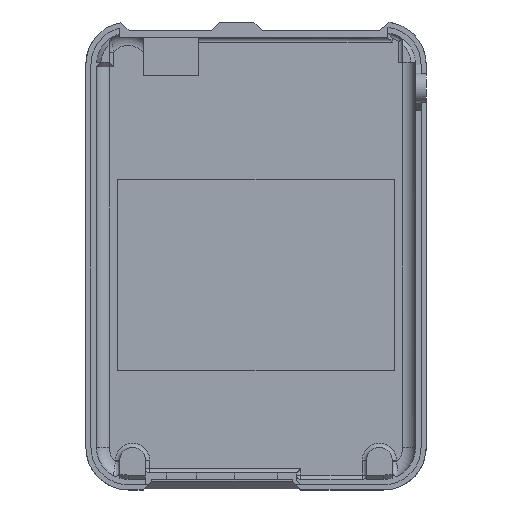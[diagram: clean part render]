
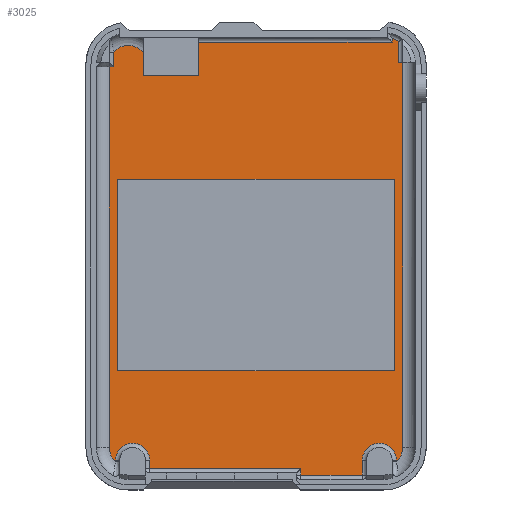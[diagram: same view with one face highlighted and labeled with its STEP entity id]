
A CAD part, top view. The second image highlights one B-rep face of the part: STEP entity #3025.
In plain terms, the highlighted planar face has unit normal (0, 0, 1).
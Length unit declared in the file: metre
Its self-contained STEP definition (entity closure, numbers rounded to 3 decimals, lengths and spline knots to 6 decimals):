
#159=CIRCLE('',#3224,0.0045);
#160=CIRCLE('',#3225,0.004);
#161=CIRCLE('',#3226,0.004);
#162=CIRCLE('',#3227,0.0045);
#163=CIRCLE('',#3228,0.0065);
#164=CIRCLE('',#3229,0.0045);
#304=ORIENTED_EDGE('',*,*,#1231,.T.);
#305=ORIENTED_EDGE('',*,*,#1232,.T.);
#306=ORIENTED_EDGE('',*,*,#1233,.T.);
#307=ORIENTED_EDGE('',*,*,#1234,.T.);
#308=ORIENTED_EDGE('',*,*,#1235,.T.);
#309=ORIENTED_EDGE('',*,*,#1236,.T.);
#310=ORIENTED_EDGE('',*,*,#1237,.T.);
#311=ORIENTED_EDGE('',*,*,#1238,.T.);
#312=ORIENTED_EDGE('',*,*,#1239,.T.);
#313=ORIENTED_EDGE('',*,*,#1240,.T.);
#314=ORIENTED_EDGE('',*,*,#1241,.T.);
#315=ORIENTED_EDGE('',*,*,#1242,.T.);
#316=ORIENTED_EDGE('',*,*,#1243,.T.);
#317=ORIENTED_EDGE('',*,*,#1244,.T.);
#318=ORIENTED_EDGE('',*,*,#1245,.T.);
#319=ORIENTED_EDGE('',*,*,#1246,.T.);
#320=ORIENTED_EDGE('',*,*,#1247,.T.);
#321=ORIENTED_EDGE('',*,*,#1248,.T.);
#322=ORIENTED_EDGE('',*,*,#1249,.T.);
#323=ORIENTED_EDGE('',*,*,#1250,.T.);
#324=ORIENTED_EDGE('',*,*,#1251,.T.);
#325=ORIENTED_EDGE('',*,*,#1252,.T.);
#326=ORIENTED_EDGE('',*,*,#1253,.F.);
#327=ORIENTED_EDGE('',*,*,#1254,.T.);
#328=ORIENTED_EDGE('',*,*,#1255,.F.);
#329=ORIENTED_EDGE('',*,*,#1256,.T.);
#330=ORIENTED_EDGE('',*,*,#1257,.T.);
#331=ORIENTED_EDGE('',*,*,#1258,.F.);
#1231=EDGE_CURVE('',#1693,#1694,#1959,.T.);
#1232=EDGE_CURVE('',#1694,#1695,#1960,.T.);
#1233=EDGE_CURVE('',#1695,#1696,#1961,.F.);
#1234=EDGE_CURVE('',#1696,#1697,#159,.T.);
#1235=EDGE_CURVE('',#1697,#1698,#1962,.F.);
#1236=EDGE_CURVE('',#1698,#1699,#160,.F.);
#1237=EDGE_CURVE('',#1699,#1700,#1963,.T.);
#1238=EDGE_CURVE('',#1700,#1701,#1964,.T.);
#1239=EDGE_CURVE('',#1701,#1702,#1965,.T.);
#1240=EDGE_CURVE('',#1702,#1703,#1966,.F.);
#1241=EDGE_CURVE('',#1703,#1704,#1967,.F.);
#1242=EDGE_CURVE('',#1704,#1705,#161,.F.);
#1243=EDGE_CURVE('',#1705,#1706,#1968,.T.);
#1244=EDGE_CURVE('',#1706,#1707,#162,.T.);
#1245=EDGE_CURVE('',#1707,#1708,#1969,.T.);
#1246=EDGE_CURVE('',#1708,#1709,#1970,.T.);
#1247=EDGE_CURVE('',#1709,#1710,#1971,.T.);
#1248=EDGE_CURVE('',#1710,#1711,#163,.T.);
#1249=EDGE_CURVE('',#1711,#1712,#1972,.T.);
#1250=EDGE_CURVE('',#1712,#1713,#1973,.F.);
#1251=EDGE_CURVE('',#1713,#1714,#1974,.T.);
#1252=EDGE_CURVE('',#1714,#1715,#1975,.T.);
#1253=EDGE_CURVE('',#1716,#1715,#1976,.T.);
#1254=EDGE_CURVE('',#1716,#1693,#164,.T.);
#1255=EDGE_CURVE('',#1717,#1718,#1977,.T.);
#1256=EDGE_CURVE('',#1717,#1719,#1978,.T.);
#1257=EDGE_CURVE('',#1719,#1720,#1979,.T.);
#1258=EDGE_CURVE('',#1718,#1720,#1980,.T.);
#1693=VERTEX_POINT('',#4704);
#1694=VERTEX_POINT('',#4705);
#1695=VERTEX_POINT('',#4707);
#1696=VERTEX_POINT('',#4709);
#1697=VERTEX_POINT('',#4711);
#1698=VERTEX_POINT('',#4713);
#1699=VERTEX_POINT('',#4715);
#1700=VERTEX_POINT('',#4717);
#1701=VERTEX_POINT('',#4719);
#1702=VERTEX_POINT('',#4721);
#1703=VERTEX_POINT('',#4723);
#1704=VERTEX_POINT('',#4725);
#1705=VERTEX_POINT('',#4727);
#1706=VERTEX_POINT('',#4729);
#1707=VERTEX_POINT('',#4731);
#1708=VERTEX_POINT('',#4733);
#1709=VERTEX_POINT('',#4735);
#1710=VERTEX_POINT('',#4737);
#1711=VERTEX_POINT('',#4739);
#1712=VERTEX_POINT('',#4741);
#1713=VERTEX_POINT('',#4743);
#1714=VERTEX_POINT('',#4745);
#1715=VERTEX_POINT('',#4747);
#1716=VERTEX_POINT('',#4749);
#1717=VERTEX_POINT('',#4752);
#1718=VERTEX_POINT('',#4753);
#1719=VERTEX_POINT('',#4755);
#1720=VERTEX_POINT('',#4757);
#1959=LINE('',#4703,#2276);
#1960=LINE('',#4706,#2277);
#1961=LINE('',#4708,#2278);
#1962=LINE('',#4712,#2279);
#1963=LINE('',#4716,#2280);
#1964=LINE('',#4718,#2281);
#1965=LINE('',#4720,#2282);
#1966=LINE('',#4722,#2283);
#1967=LINE('',#4724,#2284);
#1968=LINE('',#4728,#2285);
#1969=LINE('',#4732,#2286);
#1970=LINE('',#4734,#2287);
#1971=LINE('',#4736,#2288);
#1972=LINE('',#4740,#2289);
#1973=LINE('',#4742,#2290);
#1974=LINE('',#4744,#2291);
#1975=LINE('',#4746,#2292);
#1976=LINE('',#4748,#2293);
#1977=LINE('',#4751,#2294);
#1978=LINE('',#4754,#2295);
#1979=LINE('',#4756,#2296);
#1980=LINE('',#4758,#2297);
#2276=VECTOR('',#3541,1.);
#2277=VECTOR('',#3542,1.);
#2278=VECTOR('',#3543,1.);
#2279=VECTOR('',#3546,1.);
#2280=VECTOR('',#3549,1.);
#2281=VECTOR('',#3550,1.);
#2282=VECTOR('',#3551,1.);
#2283=VECTOR('',#3552,1.);
#2284=VECTOR('',#3553,1.);
#2285=VECTOR('',#3556,1.);
#2286=VECTOR('',#3559,1.);
#2287=VECTOR('',#3560,1.);
#2288=VECTOR('',#3561,1.);
#2289=VECTOR('',#3564,1.);
#2290=VECTOR('',#3565,1.);
#2291=VECTOR('',#3566,1.);
#2292=VECTOR('',#3567,1.);
#2293=VECTOR('',#3568,1.);
#2294=VECTOR('',#3571,1.);
#2295=VECTOR('',#3572,1.);
#2296=VECTOR('',#3573,1.);
#2297=VECTOR('',#3574,1.);
#2567=EDGE_LOOP('',(#304,#305,#306,#307,#308,#309,#310,#311,#312,#313,#314,
#315,#316,#317,#318,#319,#320,#321,#322,#323,#324,#325,#326,#327));
#2568=EDGE_LOOP('',(#328,#329,#330,#331));
#2746=FACE_BOUND('',#2567,.T.);
#2747=FACE_BOUND('',#2568,.T.);
#2919=PLANE('',#3223);
#3025=ADVANCED_FACE('',(#2746,#2747),#2919,.T.);
#3223=AXIS2_PLACEMENT_3D('',#4702,#3539,#3540);
#3224=AXIS2_PLACEMENT_3D('',#4710,#3544,#3545);
#3225=AXIS2_PLACEMENT_3D('',#4714,#3547,#3548);
#3226=AXIS2_PLACEMENT_3D('',#4726,#3554,#3555);
#3227=AXIS2_PLACEMENT_3D('',#4730,#3557,#3558);
#3228=AXIS2_PLACEMENT_3D('',#4738,#3562,#3563);
#3229=AXIS2_PLACEMENT_3D('',#4750,#3569,#3570);
#3539=DIRECTION('',(0.,0.,1.));
#3540=DIRECTION('',(1.,0.,0.));
#3541=DIRECTION('',(0.,-1.,0.));
#3542=DIRECTION('',(-1.,0.,0.));
#3543=DIRECTION('',(0.,1.,0.));
#3544=DIRECTION('',(0.,0.,1.));
#3545=DIRECTION('',(1.,0.,0.));
#3546=DIRECTION('',(0.,-1.,0.));
#3547=DIRECTION('',(0.,0.,1.));
#3548=DIRECTION('',(1.,0.,0.));
#3549=DIRECTION('',(0.,-1.,0.));
#3550=DIRECTION('',(1.,0.,0.));
#3551=DIRECTION('',(0.,-1.,0.));
#3552=DIRECTION('',(-1.,0.,0.));
#3553=DIRECTION('',(0.,-1.,0.));
#3554=DIRECTION('',(0.,0.,1.));
#3555=DIRECTION('',(1.,0.,0.));
#3556=DIRECTION('',(0.,-1.,0.));
#3557=DIRECTION('',(0.,0.,1.));
#3558=DIRECTION('',(1.,0.,0.));
#3559=DIRECTION('',(0.,1.,0.));
#3560=DIRECTION('',(-1.,0.,0.));
#3561=DIRECTION('',(0.,1.,0.));
#3562=DIRECTION('',(0.,0.,1.));
#3563=DIRECTION('',(1.,0.,0.));
#3564=DIRECTION('',(0.,-1.,0.));
#3565=DIRECTION('',(1.,0.,0.));
#3566=DIRECTION('',(0.,-1.,0.));
#3567=DIRECTION('',(-1.,0.,0.));
#3568=DIRECTION('',(0.,-1.,0.));
#3569=DIRECTION('',(0.,0.,1.));
#3570=DIRECTION('',(1.,0.,0.));
#3571=DIRECTION('',(-1.,0.,0.));
#3572=DIRECTION('',(0.,-1.,0.));
#3573=DIRECTION('',(-1.,0.,0.));
#3574=DIRECTION('',(0.,-1.,0.));
#4702=CARTESIAN_POINT('',(-0.037,0.052,-0.01354));
#4703=CARTESIAN_POINT('',(-0.070483,0.052,-0.01354));
#4704=CARTESIAN_POINT('',(-0.070483,0.099849,-0.01354));
#4705=CARTESIAN_POINT('',(-0.070483,0.0965,-0.01354));
#4706=CARTESIAN_POINT('',(-0.074483,0.0965,-0.01354));
#4707=CARTESIAN_POINT('',(-0.0715,0.0965,-0.01354));
#4708=CARTESIAN_POINT('',(-0.0715,0.052,-0.01354));
#4709=CARTESIAN_POINT('',(-0.0715,0.007,-0.01354));
#4710=CARTESIAN_POINT('',(-0.067,0.007,-0.01354));
#4711=CARTESIAN_POINT('',(-0.07,0.003646,-0.01354));
#4712=CARTESIAN_POINT('',(-0.07,0.052,-0.01354));
#4713=CARTESIAN_POINT('',(-0.07,0.004,-0.01354));
#4714=CARTESIAN_POINT('',(-0.066,0.004,-0.01354));
#4715=CARTESIAN_POINT('',(-0.062,0.004,-0.01354));
#4716=CARTESIAN_POINT('',(-0.062,0.001,-0.01354));
#4717=CARTESIAN_POINT('',(-0.062,0.002,-0.01354));
#4718=CARTESIAN_POINT('',(-0.037,0.002,-0.01354));
#4719=CARTESIAN_POINT('',(-0.0265,0.002,-0.01354));
#4720=CARTESIAN_POINT('',(-0.0265,0.052,-0.01354));
#4721=CARTESIAN_POINT('',(-0.0265,0.0005,-0.01354));
#4722=CARTESIAN_POINT('',(-0.037,0.0005,-0.01354));
#4723=CARTESIAN_POINT('',(-0.012,0.0005,-0.01354));
#4724=CARTESIAN_POINT('',(-0.012,0.052,-0.01354));
#4725=CARTESIAN_POINT('',(-0.012,0.004,-0.01354));
#4726=CARTESIAN_POINT('',(-0.008,0.004,-0.01354));
#4727=CARTESIAN_POINT('',(-0.004,0.004,-0.01354));
#4728=CARTESIAN_POINT('',(-0.004,0.002969,-0.01354));
#4729=CARTESIAN_POINT('',(-0.004,0.003646,-0.01354));
#4730=CARTESIAN_POINT('',(-0.007,0.007,-0.01354));
#4731=CARTESIAN_POINT('',(-0.0025,0.007,-0.01354));
#4732=CARTESIAN_POINT('',(-0.0025,0.097,-0.01354));
#4733=CARTESIAN_POINT('',(-0.0025,0.0975,-0.01354));
#4734=CARTESIAN_POINT('',(-0.001,0.0975,-0.01354));
#4735=CARTESIAN_POINT('',(-0.0035,0.0975,-0.01354));
#4736=CARTESIAN_POINT('',(-0.0035,0.103,-0.01354));
#4737=CARTESIAN_POINT('',(-0.0035,0.102477,-0.01354));
#4738=CARTESIAN_POINT('',(-0.007,0.097,-0.01354));
#4739=CARTESIAN_POINT('',(-0.005,0.103185,-0.01354));
#4740=CARTESIAN_POINT('',(-0.005,0.052,-0.01354));
#4741=CARTESIAN_POINT('',(-0.005,0.1023,-0.01354));
#4742=CARTESIAN_POINT('',(-0.0505,0.1023,-0.01354));
#4743=CARTESIAN_POINT('',(-0.0505,0.1023,-0.01354));
#4744=CARTESIAN_POINT('',(-0.0505,0.052,-0.01354));
#4745=CARTESIAN_POINT('',(-0.0505,0.0945,-0.01354));
#4746=CARTESIAN_POINT('',(-0.037,0.0945,-0.01354));
#4747=CARTESIAN_POINT('',(-0.0635,0.0945,-0.01354));
#4748=CARTESIAN_POINT('',(-0.0635,0.052,-0.01354));
#4749=CARTESIAN_POINT('',(-0.0635,0.099828,-0.01354));
#4750=CARTESIAN_POINT('',(-0.067,0.097,-0.01354));
#4751=CARTESIAN_POINT('',(-0.037,0.07,-0.01354));
#4752=CARTESIAN_POINT('',(-0.0045,0.07,-0.01354));
#4753=CARTESIAN_POINT('',(-0.0695,0.07,-0.01354));
#4754=CARTESIAN_POINT('',(-0.0045,0.0475,-0.01354));
#4755=CARTESIAN_POINT('',(-0.0045,0.025,-0.01354));
#4756=CARTESIAN_POINT('',(-0.037,0.025,-0.01354));
#4757=CARTESIAN_POINT('',(-0.0695,0.025,-0.01354));
#4758=CARTESIAN_POINT('',(-0.0695,0.0475,-0.01354));
